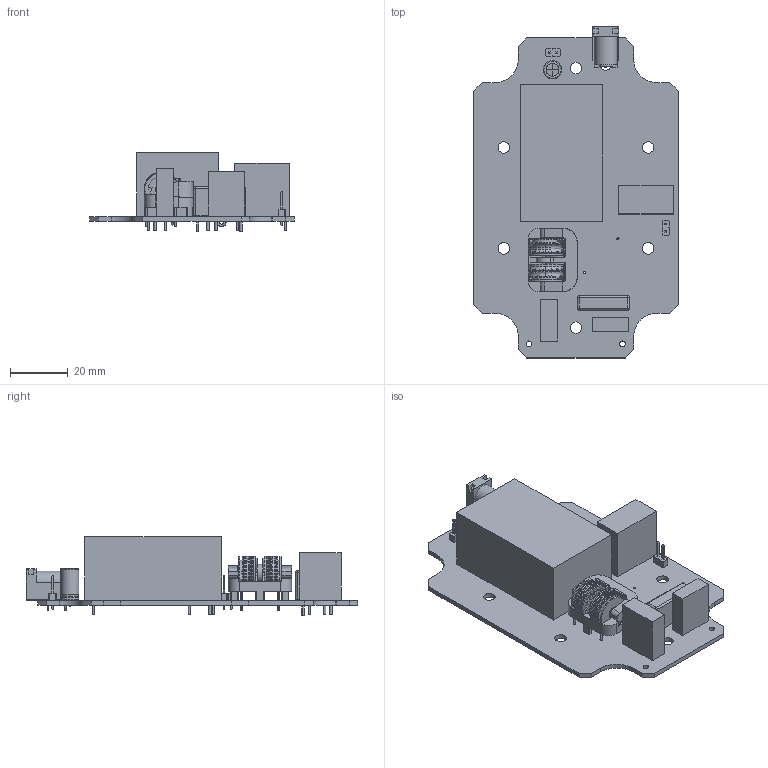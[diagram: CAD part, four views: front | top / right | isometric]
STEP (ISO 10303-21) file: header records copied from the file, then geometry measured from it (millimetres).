
FILE_DESCRIPTION(('FreeCAD Model'),'2;1');
FILE_NAME('Open CASCADE Shape Model','2024-12-17T15:25:09',(''),(''), 'Open CASCADE STEP processor 7.7','FreeCAD','Unknown');
FILE_SCHEMA(('AUTOMOTIVE_DESIGN { 1 0 10303 214 1 1 1 1 }'));
Length unit declared in the file: millimetre
Products named in the file (43): MRM5-tester-bot 1; PinHeader_1x02_P2.54mm_Vertical; PinHeader_1x02_P254mm_Vertical; PinHeader_1x02_P2.54mm_Vertical001; ZMPT107-1; ASSEMBLY005; ASSEMBLY; ASSEMBLY001; ASSEMBLY002; ASSEMBLY003; ASSEMBLY004; NTC10D-11; ASSEMBLY009; ASSEMBLY006; ASSEMBLY007; ASSEMBLY008; HLK-15M05C; ASSEMBLY015; ASSEMBLY010; ASSEMBLY011; ASSEMBLY012; ASSEMBLY013; ASSEMBLY014; MOV-10D391K; ASSEMBLY019; ASSEMBLY016; ASSEMBLY017; ASSEMBLY018; C_Radial_D6.3mm_H11.0mm_P2.50mm; C_Radial_D63mm_H110mm_P250mm; PJ-037AH; CUI_DEVICES_PJ-037AH003; CUI_DEVICES_PJ-037AH; CUI_DEVICES_PJ-037AH001; CUI_DEVICES_PJ-037AH002; B32922X2104K004; B32922X2104K003; B32922X2104K000; B32922X2104K001; B32922X2104K002 ...
Assembly tree (43 placements, depth 4):
  MRM5-tester-bot 1
    PinHeader_1x02_P2.54mm_Vertical
      PinHeader_1x02_P254mm_Vertical
    PinHeader_1x02_P2.54mm_Vertical001
      PinHeader_1x02_P254mm_Vertical
    ZMPT107-1
      ASSEMBLY005
        ASSEMBLY
        ASSEMBLY001
        ASSEMBLY002
        ASSEMBLY003
        ASSEMBLY004
    NTC10D-11
      ASSEMBLY009
        ASSEMBLY006
        ASSEMBLY007
        ASSEMBLY008
    HLK-15M05C
      ASSEMBLY015
        ASSEMBLY010
        ASSEMBLY011
        ASSEMBLY012
        ASSEMBLY013
        ASSEMBLY014
    MOV-10D391K
      ASSEMBLY019
        ASSEMBLY016
        ASSEMBLY017
        ASSEMBLY018
    C_Radial_D6.3mm_H11.0mm_P2.50mm
      C_Radial_D63mm_H110mm_P250mm
    PJ-037AH
      CUI_DEVICES_PJ-037AH003
        CUI_DEVICES_PJ-037AH
        CUI_DEVICES_PJ-037AH001
        CUI_DEVICES_PJ-037AH002
    B32922X2104K004
      B32922X2104K003
        B32922X2104K000
        B32922X2104K001
        B32922X2104K002
    SSHB10HS-R11100
      SSHB10HS(MAX-LOGO)
    MRM5-tester-bot_PCB
Bounding box: 71 x 115.1 x 27.24 mm (x, y, z)
Volume: 51720 mm3; surface area: 29447.3 mm2
Topology: 27 solids, 28 shells, 830 faces, 2272 edges, 1471 vertices
Faces by surface type: plane 582, cylinder 200, torus 39, sphere 5, revolution 2, bspline 2
Full cylindrical faces by diameter (mm): 0.6 x2, 0.8 x16, 0.9 x4, 1 x18, 2 x2, 3.16 x1, 3.64 x1, 4 x6, 4.41 x3, 6.3 x2
Entity records: 29200 total; most frequent: CARTESIAN_POINT 4672, ORIENTED_EDGE 4290, DIRECTION 4279, EDGE_CURVE 2145, LINE 1543, VECTOR 1543, VERTEX_POINT 1395, AXIS2_PLACEMENT_3D 1367
